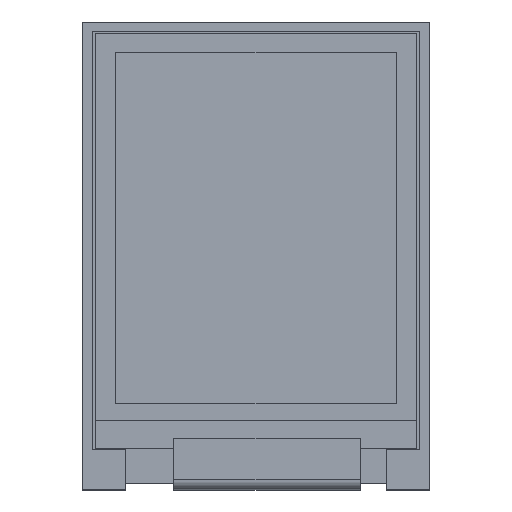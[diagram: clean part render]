
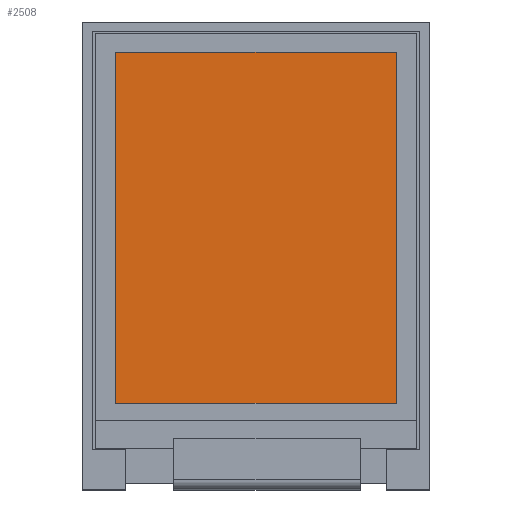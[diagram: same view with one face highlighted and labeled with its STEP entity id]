
A CAD part, top view. The second image highlights one B-rep face of the part: STEP entity #2508.
In plain terms, the highlighted planar face has unit normal (0, 0, 1).
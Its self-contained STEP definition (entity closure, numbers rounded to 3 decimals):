
#2200 = PLANE('',#2201);
#2201 = AXIS2_PLACEMENT_3D('',#2202,#2203,#2204);
#2202 = CARTESIAN_POINT('',(0.,2.9,2.3));
#2203 = DIRECTION('',(0.,0.,1.));
#2204 = DIRECTION('',(1.,0.,0.));
#2412 = EDGE_CURVE('',#2413,#2415,#2417,.T.);
#2413 = VERTEX_POINT('',#2414);
#2414 = CARTESIAN_POINT('',(-14.015,-14.69,2.3));
#2415 = VERTEX_POINT('',#2416);
#2416 = CARTESIAN_POINT('',(-14.015,20.35,2.3));
#2417 = SURFACE_CURVE('',#2418,(#2422,#2429),.PCURVE_S1.);
#2418 = LINE('',#2419,#2420);
#2419 = CARTESIAN_POINT('',(-14.015,-14.69,2.3));
#2420 = VECTOR('',#2421,1.);
#2421 = DIRECTION('',(0.,1.,0.));
#2422 = PCURVE('',#2200,#2423);
#2423 = DEFINITIONAL_REPRESENTATION('',(#2424),#2428);
#2424 = LINE('',#2425,#2426);
#2425 = CARTESIAN_POINT('',(-14.015,-17.59));
#2426 = VECTOR('',#2427,1.);
#2427 = DIRECTION('',(0.,1.));
#2428 = ( GEOMETRIC_REPRESENTATION_CONTEXT(2) 
PARAMETRIC_REPRESENTATION_CONTEXT() REPRESENTATION_CONTEXT('2D SPACE',''
  ) );
#2429 = PCURVE('',#2430,#2435);
#2430 = PLANE('',#2431);
#2431 = AXIS2_PLACEMENT_3D('',#2432,#2433,#2434);
#2432 = CARTESIAN_POINT('',(0.,2.83,2.3));
#2433 = DIRECTION('',(0.,0.,1.));
#2434 = DIRECTION('',(1.,0.,0.));
#2435 = DEFINITIONAL_REPRESENTATION('',(#2436),#2440);
#2436 = LINE('',#2437,#2438);
#2437 = CARTESIAN_POINT('',(-14.015,-17.52));
#2438 = VECTOR('',#2439,1.);
#2439 = DIRECTION('',(0.,1.));
#2440 = ( GEOMETRIC_REPRESENTATION_CONTEXT(2) 
PARAMETRIC_REPRESENTATION_CONTEXT() REPRESENTATION_CONTEXT('2D SPACE',''
  ) );
#2442 = EDGE_CURVE('',#2415,#2443,#2445,.T.);
#2443 = VERTEX_POINT('',#2444);
#2444 = CARTESIAN_POINT('',(14.015,20.35,2.3));
#2445 = SURFACE_CURVE('',#2446,(#2450,#2457),.PCURVE_S1.);
#2446 = LINE('',#2447,#2448);
#2447 = CARTESIAN_POINT('',(-14.015,20.35,2.3));
#2448 = VECTOR('',#2449,1.);
#2449 = DIRECTION('',(1.,0.,0.));
#2450 = PCURVE('',#2200,#2451);
#2451 = DEFINITIONAL_REPRESENTATION('',(#2452),#2456);
#2452 = LINE('',#2453,#2454);
#2453 = CARTESIAN_POINT('',(-14.015,17.45));
#2454 = VECTOR('',#2455,1.);
#2455 = DIRECTION('',(1.,0.));
#2456 = ( GEOMETRIC_REPRESENTATION_CONTEXT(2) 
PARAMETRIC_REPRESENTATION_CONTEXT() REPRESENTATION_CONTEXT('2D SPACE',''
  ) );
#2457 = PCURVE('',#2430,#2458);
#2458 = DEFINITIONAL_REPRESENTATION('',(#2459),#2463);
#2459 = LINE('',#2460,#2461);
#2460 = CARTESIAN_POINT('',(-14.015,17.52));
#2461 = VECTOR('',#2462,1.);
#2462 = DIRECTION('',(1.,0.));
#2463 = ( GEOMETRIC_REPRESENTATION_CONTEXT(2) 
PARAMETRIC_REPRESENTATION_CONTEXT() REPRESENTATION_CONTEXT('2D SPACE',''
  ) );
#2465 = EDGE_CURVE('',#2443,#2466,#2468,.T.);
#2466 = VERTEX_POINT('',#2467);
#2467 = CARTESIAN_POINT('',(14.015,-14.69,2.3));
#2468 = SURFACE_CURVE('',#2469,(#2473,#2480),.PCURVE_S1.);
#2469 = LINE('',#2470,#2471);
#2470 = CARTESIAN_POINT('',(14.015,20.35,2.3));
#2471 = VECTOR('',#2472,1.);
#2472 = DIRECTION('',(0.,-1.,0.));
#2473 = PCURVE('',#2200,#2474);
#2474 = DEFINITIONAL_REPRESENTATION('',(#2475),#2479);
#2475 = LINE('',#2476,#2477);
#2476 = CARTESIAN_POINT('',(14.015,17.45));
#2477 = VECTOR('',#2478,1.);
#2478 = DIRECTION('',(0.,-1.));
#2479 = ( GEOMETRIC_REPRESENTATION_CONTEXT(2) 
PARAMETRIC_REPRESENTATION_CONTEXT() REPRESENTATION_CONTEXT('2D SPACE',''
  ) );
#2480 = PCURVE('',#2430,#2481);
#2481 = DEFINITIONAL_REPRESENTATION('',(#2482),#2486);
#2482 = LINE('',#2483,#2484);
#2483 = CARTESIAN_POINT('',(14.015,17.52));
#2484 = VECTOR('',#2485,1.);
#2485 = DIRECTION('',(0.,-1.));
#2486 = ( GEOMETRIC_REPRESENTATION_CONTEXT(2) 
PARAMETRIC_REPRESENTATION_CONTEXT() REPRESENTATION_CONTEXT('2D SPACE',''
  ) );
#2488 = EDGE_CURVE('',#2466,#2413,#2489,.T.);
#2489 = SURFACE_CURVE('',#2490,(#2494,#2501),.PCURVE_S1.);
#2490 = LINE('',#2491,#2492);
#2491 = CARTESIAN_POINT('',(14.015,-14.69,2.3));
#2492 = VECTOR('',#2493,1.);
#2493 = DIRECTION('',(-1.,0.,0.));
#2494 = PCURVE('',#2200,#2495);
#2495 = DEFINITIONAL_REPRESENTATION('',(#2496),#2500);
#2496 = LINE('',#2497,#2498);
#2497 = CARTESIAN_POINT('',(14.015,-17.59));
#2498 = VECTOR('',#2499,1.);
#2499 = DIRECTION('',(-1.,0.));
#2500 = ( GEOMETRIC_REPRESENTATION_CONTEXT(2) 
PARAMETRIC_REPRESENTATION_CONTEXT() REPRESENTATION_CONTEXT('2D SPACE',''
  ) );
#2501 = PCURVE('',#2430,#2502);
#2502 = DEFINITIONAL_REPRESENTATION('',(#2503),#2507);
#2503 = LINE('',#2504,#2505);
#2504 = CARTESIAN_POINT('',(14.015,-17.52));
#2505 = VECTOR('',#2506,1.);
#2506 = DIRECTION('',(-1.,0.));
#2507 = ( GEOMETRIC_REPRESENTATION_CONTEXT(2) 
PARAMETRIC_REPRESENTATION_CONTEXT() REPRESENTATION_CONTEXT('2D SPACE',''
  ) );
#2508 = ADVANCED_FACE('',(#2509),#2430,.T.);
#2509 = FACE_BOUND('',#2510,.F.);
#2510 = EDGE_LOOP('',(#2511,#2512,#2513,#2514));
#2511 = ORIENTED_EDGE('',*,*,#2442,.T.);
#2512 = ORIENTED_EDGE('',*,*,#2465,.T.);
#2513 = ORIENTED_EDGE('',*,*,#2488,.T.);
#2514 = ORIENTED_EDGE('',*,*,#2412,.T.);
